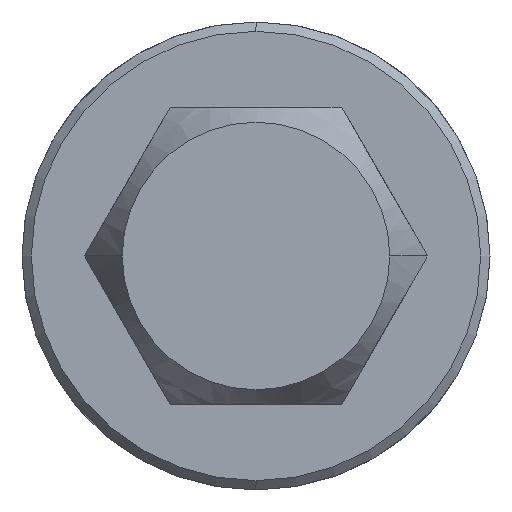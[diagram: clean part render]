
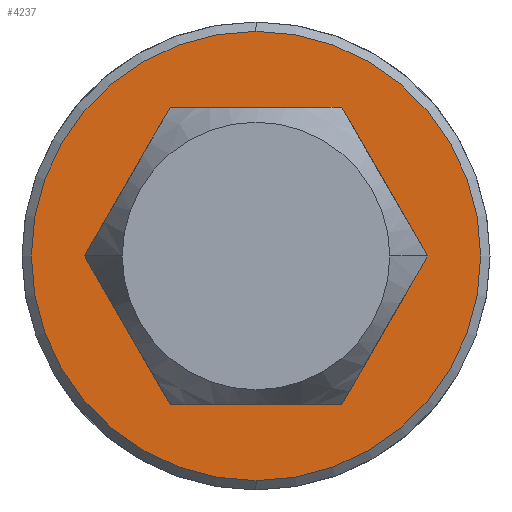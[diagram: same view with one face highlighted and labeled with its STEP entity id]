
A CAD part, front view. The second image highlights one B-rep face of the part: STEP entity #4237.
In plain terms, the highlighted planar face has unit normal (0, -1, 0).
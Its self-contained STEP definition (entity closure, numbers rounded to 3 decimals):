
#178 = VERTEX_POINT ( 'NONE', #1402 ) ;
#217 = CARTESIAN_POINT ( 'NONE',  ( 0., 40., 0. ) ) ;
#311 = ORIENTED_EDGE ( 'NONE', *, *, #5169, .T. ) ;
#638 = EDGE_LOOP ( 'NONE', ( #2650, #4329 ) ) ;
#719 = AXIS2_PLACEMENT_3D ( 'NONE', #1353, #3690, #884 ) ;
#809 = CARTESIAN_POINT ( 'NONE',  ( 0., 40., -4.8 ) ) ;
#884 = DIRECTION ( 'NONE',  ( 0., 0., 1. ) ) ;
#1093 = CIRCLE ( 'NONE', #5079, 3. ) ;
#1220 = VERTEX_POINT ( 'NONE', #809 ) ;
#1353 = CARTESIAN_POINT ( 'NONE',  ( 0., 40., 0. ) ) ;
#1375 = VERTEX_POINT ( 'NONE', #4653 ) ;
#1402 = CARTESIAN_POINT ( 'NONE',  ( -3., 40., 0. ) ) ;
#1424 = PLANE ( 'NONE',  #3924 ) ;
#1437 = ORIENTED_EDGE ( 'NONE', *, *, #5548, .T. ) ;
#1440 = FACE_BOUND ( 'NONE', #3430, .T. ) ;
#1571 = DIRECTION ( 'NONE',  ( 0., -1., 0. ) ) ;
#1587 = CIRCLE ( 'NONE', #719, 4.8 ) ;
#1646 = VERTEX_POINT ( 'NONE', #4559 ) ;
#1768 = DIRECTION ( 'NONE',  ( 0., 1., 0. ) ) ;
#2153 = CIRCLE ( 'NONE', #4754, 3. ) ;
#2239 = DIRECTION ( 'NONE',  ( 0., 0., -1. ) ) ;
#2650 = ORIENTED_EDGE ( 'NONE', *, *, #5507, .T. ) ;
#2788 = AXIS2_PLACEMENT_3D ( 'NONE', #5774, #1571, #4351 ) ;
#2985 = CIRCLE ( 'NONE', #2788, 4.8 ) ;
#3283 = FACE_OUTER_BOUND ( 'NONE', #638, .T. ) ;
#3430 = EDGE_LOOP ( 'NONE', ( #1437, #311 ) ) ;
#3446 = DIRECTION ( 'NONE',  ( 0., 0., -1. ) ) ;
#3690 = DIRECTION ( 'NONE',  ( 0., -1., 0. ) ) ;
#3807 = CARTESIAN_POINT ( 'NONE',  ( 0., 40., 0. ) ) ;
#3853 = EDGE_CURVE ( 'Defeature ausgef�hrt1_0+Defeature ausgef�hrt1_31+Defeature ausgef�hrt1_31+Defeature ausgef�hrt1_31', #1646, #1220, #1587, .T. ) ;
#3924 = AXIS2_PLACEMENT_3D ( 'NONE', #3807, #5238, #4696 ) ;
#3951 = DIRECTION ( 'NONE',  ( 0., 1., 0. ) ) ;
#4237 = ADVANCED_FACE ( 'Defeature ausgef�hrt1_0', ( #3283, #1440 ), #1424, .T. ) ;
#4329 = ORIENTED_EDGE ( 'NONE', *, *, #3853, .T. ) ;
#4351 = DIRECTION ( 'NONE',  ( 0., 0., 1. ) ) ;
#4559 = CARTESIAN_POINT ( 'NONE',  ( 0., 40., 4.8 ) ) ;
#4653 = CARTESIAN_POINT ( 'NONE',  ( 3., 40., 0. ) ) ;
#4696 = DIRECTION ( 'NONE',  ( 0., 0., 1. ) ) ;
#4754 = AXIS2_PLACEMENT_3D ( 'NONE', #5145, #1768, #2239 ) ;
#5079 = AXIS2_PLACEMENT_3D ( 'NONE', #217, #3951, #3446 ) ;
#5145 = CARTESIAN_POINT ( 'NONE',  ( 0., 40., 0. ) ) ;
#5169 = EDGE_CURVE ( 'Defeature ausgef�hrt1_0+Defeature ausgef�hrt1_32+Defeature ausgef�hrt1_32+Defeature ausgef�hrt1_32', #178, #1375, #2153, .T. ) ;
#5238 = DIRECTION ( 'NONE',  ( 0., -1., 0. ) ) ;
#5507 = EDGE_CURVE ( 'Defeature ausgef�hrt1_0+Defeature ausgef�hrt1_31+Defeature ausgef�hrt1_31+Defeature ausgef�hrt1_31', #1220, #1646, #2985, .T. ) ;
#5548 = EDGE_CURVE ( 'Defeature ausgef�hrt1_0+Defeature ausgef�hrt1_32+Defeature ausgef�hrt1_32+Defeature ausgef�hrt1_32', #1375, #178, #1093, .T. ) ;
#5774 = CARTESIAN_POINT ( 'NONE',  ( 0., 40., 0. ) ) ;
